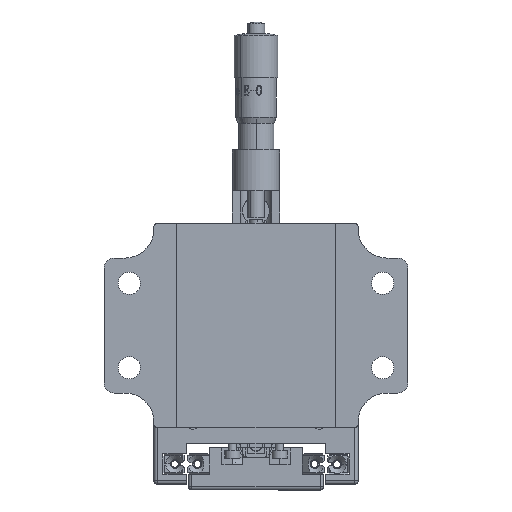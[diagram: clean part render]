
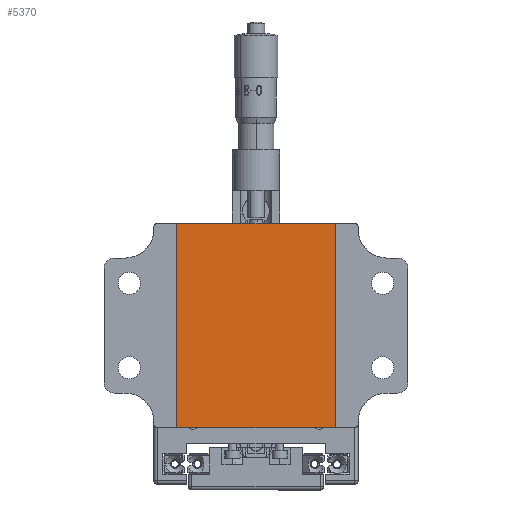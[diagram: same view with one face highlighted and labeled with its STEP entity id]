
A CAD part, front view. The second image highlights one B-rep face of the part: STEP entity #5370.
In plain terms, the highlighted planar face has unit normal (0, -1, 0).
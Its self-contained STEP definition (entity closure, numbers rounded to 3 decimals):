
#7 = CARTESIAN_POINT ( 'NONE',  ( -21.209, -19.815, -25.601 ) ) ;
#5219 = ORIENTED_EDGE ( 'NONE', *, *, #42245, .F. ) ;
#5370 = ADVANCED_FACE ( 'NONE', ( #7742 ), #26341, .F. ) ;
#5888 = EDGE_CURVE ( 'NONE', #7117, #12579, #38454, .T. ) ;
#5932 = EDGE_LOOP ( 'NONE', ( #38985, #17929, #5219, #16162 ) ) ;
#7117 = VERTEX_POINT ( 'NONE', #24121 ) ;
#7742 = FACE_OUTER_BOUND ( 'NONE', #5932, .T. ) ;
#8519 = CARTESIAN_POINT ( 'NONE',  ( 25.791, -19.815, -25.601 ) ) ;
#12500 = VECTOR ( 'NONE', #20335, 1000. ) ;
#12579 = VERTEX_POINT ( 'NONE', #17970 ) ;
#14290 = DIRECTION ( 'NONE',  ( 0., 0., 1. ) ) ;
#16162 = ORIENTED_EDGE ( 'NONE', *, *, #22930, .T. ) ;
#17929 = ORIENTED_EDGE ( 'NONE', *, *, #5888, .F. ) ;
#17970 = CARTESIAN_POINT ( 'NONE',  ( -21.209, -19.815, 34.899 ) ) ;
#19323 = DIRECTION ( 'NONE',  ( 0., 1., 0. ) ) ;
#20335 = DIRECTION ( 'NONE',  ( -1., 0., 0. ) ) ;
#22930 = EDGE_CURVE ( 'NONE', #30427, #32157, #38571, .T. ) ;
#23025 = VECTOR ( 'NONE', #39271, 1000. ) ;
#24121 = CARTESIAN_POINT ( 'NONE',  ( -21.209, -19.815, -25.601 ) ) ;
#24496 = CARTESIAN_POINT ( 'NONE',  ( 25.791, -19.815, 34.899 ) ) ;
#24747 = EDGE_CURVE ( 'NONE', #32157, #12579, #30625, .T. ) ;
#26341 = PLANE ( 'NONE',  #41435 ) ;
#27585 = DIRECTION ( 'NONE',  ( -1., 0., 0. ) ) ;
#30427 = VERTEX_POINT ( 'NONE', #8519 ) ;
#30625 = LINE ( 'NONE', #45360, #41813 ) ;
#30862 = LINE ( 'NONE', #39065, #12500 ) ;
#31312 = CARTESIAN_POINT ( 'NONE',  ( 25.791, -19.815, -25.601 ) ) ;
#32157 = VERTEX_POINT ( 'NONE', #24496 ) ;
#34941 = CARTESIAN_POINT ( 'NONE',  ( -21.209, -19.815, -25.601 ) ) ;
#38454 = LINE ( 'NONE', #34941, #42786 ) ;
#38571 = LINE ( 'NONE', #31312, #23025 ) ;
#38985 = ORIENTED_EDGE ( 'NONE', *, *, #24747, .T. ) ;
#39065 = CARTESIAN_POINT ( 'NONE',  ( -21.209, -19.815, -25.601 ) ) ;
#39271 = DIRECTION ( 'NONE',  ( 0., 0., 1. ) ) ;
#41435 = AXIS2_PLACEMENT_3D ( 'NONE', #7, #19323, #14290 ) ;
#41813 = VECTOR ( 'NONE', #27585, 1000. ) ;
#42245 = EDGE_CURVE ( 'NONE', #30427, #7117, #30862, .T. ) ;
#42786 = VECTOR ( 'NONE', #42872, 1000. ) ;
#42872 = DIRECTION ( 'NONE',  ( 0., 0., 1. ) ) ;
#45360 = CARTESIAN_POINT ( 'NONE',  ( -21.209, -19.815, 34.899 ) ) ;
